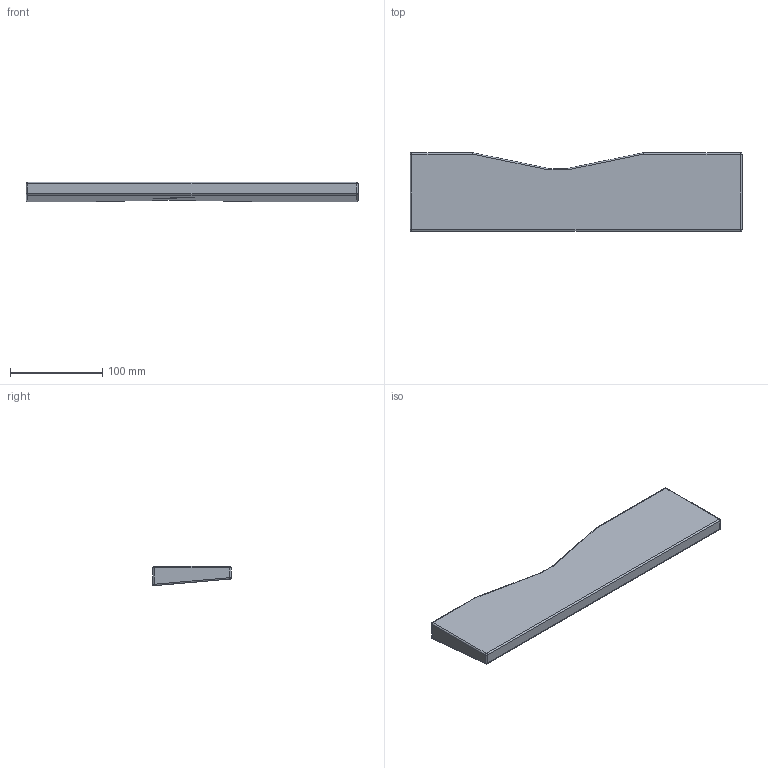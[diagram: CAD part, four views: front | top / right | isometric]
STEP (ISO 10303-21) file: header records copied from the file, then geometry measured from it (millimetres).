
FILE_DESCRIPTION(/* description */ (''),/* implementation_level */ '2;1');
FILE_NAME(/* name */ '5f0e97e585af5e157a3ad01b',/* time_stamp */ '2020-07-15T05:45:09+00:00',/* author */ (''),/* organization */ (''),/* preprocessor_version */ 'ST-DEVELOPER v16.7',/* originating_system */ $,/* authorisation */ $);
FILE_SCHEMA (('AUTOMOTIVE_DESIGN {1 0 10303 214 3 1 1}'));
Length unit declared in the file: metre
Products named in the file (1): Wrist Rest - Body
Bounding box: 359 x 85 x 20.92 mm (x, y, z)
Volume: 492112.4 mm3; surface area: 71789 mm2
Topology: 1 solids, 1 shells, 99 faces, 233 edges, 133 vertices
Faces by surface type: cylinder 48, plane 23, torus 18, bspline 6, sphere 4
Entity records: 2878 total; most frequent: CARTESIAN_POINT 555, DIRECTION 529, ORIENTED_EDGE 458, EDGE_CURVE 229, AXIS2_PLACEMENT_3D 210, VERTEX_POINT 133, LINE 109, VECTOR 109
